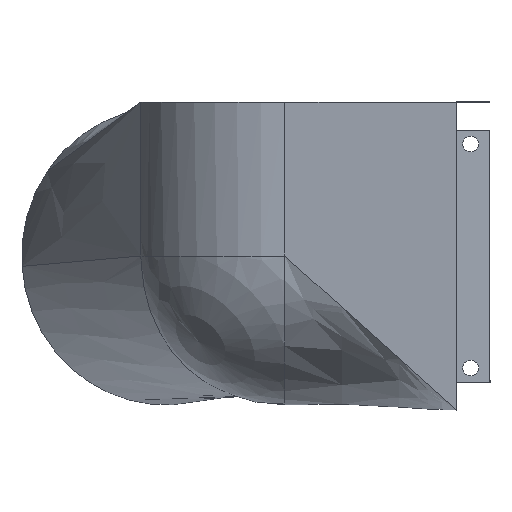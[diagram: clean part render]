
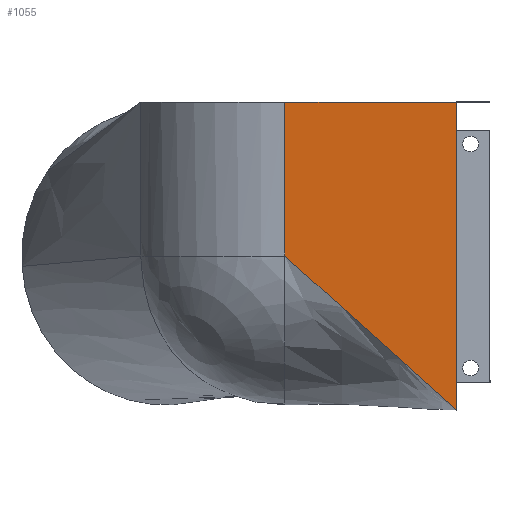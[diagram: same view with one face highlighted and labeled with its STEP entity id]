
A CAD part, front view. The second image highlights one B-rep face of the part: STEP entity #1055.
In plain terms, the highlighted planar face has unit normal (-0.102, -0.995, 0).
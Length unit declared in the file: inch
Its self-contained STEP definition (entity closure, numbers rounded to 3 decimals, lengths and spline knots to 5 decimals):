
#196=FACE_OUTER_BOUND('',#265,.T.);
#265=EDGE_LOOP('',(#950,#951,#952,#953,#954,#955));
#329=LINE('',#2257,#414);
#334=LINE('',#2265,#419);
#336=LINE('',#2269,#421);
#351=LINE('',#2498,#436);
#352=LINE('',#2503,#437);
#353=LINE('',#2504,#438);
#414=VECTOR('',#1307,0.3937);
#419=VECTOR('',#1314,0.3937);
#421=VECTOR('',#1320,0.3937);
#436=VECTOR('',#1363,0.3937);
#437=VECTOR('',#1370,0.3937);
#438=VECTOR('',#1371,2.6038);
#457=VERTEX_POINT('',#1432);
#462=VERTEX_POINT('',#1443);
#467=VERTEX_POINT('',#1454);
#516=VERTEX_POINT('',#2256);
#531=VERTEX_POINT('',#2496);
#532=VERTEX_POINT('',#2502);
#640=EDGE_CURVE('',#457,#516,#329,.T.);
#645=EDGE_CURVE('',#467,#462,#334,.T.);
#647=EDGE_CURVE('',#462,#457,#336,.T.);
#671=EDGE_CURVE('',#467,#531,#351,.T.);
#673=EDGE_CURVE('',#532,#531,#352,.T.);
#674=EDGE_CURVE('',#516,#532,#353,.T.);
#950=ORIENTED_EDGE('',*,*,#645,.F.);
#951=ORIENTED_EDGE('',*,*,#671,.T.);
#952=ORIENTED_EDGE('',*,*,#673,.F.);
#953=ORIENTED_EDGE('',*,*,#674,.F.);
#954=ORIENTED_EDGE('',*,*,#640,.F.);
#955=ORIENTED_EDGE('',*,*,#647,.F.);
#1002=PLANE('',#1145);
#1055=ADVANCED_FACE('',(#196),#1002,.F.);
#1145=AXIS2_PLACEMENT_3D('',#2501,#1368,#1369);
#1307=DIRECTION('',(0.,0.,-1.));
#1314=DIRECTION('',(0.,0.,-1.));
#1320=DIRECTION('',(0.,0.,-1.));
#1363=DIRECTION('',(-0.995,0.102,0.));
#1368=DIRECTION('center_axis',(0.102,0.995,0.));
#1369=DIRECTION('ref_axis',(0.,0.,1.));
#1370=DIRECTION('',(0.,0.,1.));
#1371=DIRECTION('',(-0.743,0.076,0.665));
#1432=CARTESIAN_POINT('',(-0.7874,-3.76299,-1.41732));
#1443=CARTESIAN_POINT('',(-0.7874,-3.76299,1.41732));
#1454=CARTESIAN_POINT('',(-0.7874,-3.76299,1.73228));
#2256=CARTESIAN_POINT('',(-0.7874,-3.76299,-1.73228));
#2257=CARTESIAN_POINT('',(-0.7874,-3.76299,1.73228));
#2265=CARTESIAN_POINT('',(-0.7874,-3.76299,1.73228));
#2269=CARTESIAN_POINT('',(-0.7874,-3.76299,1.73228));
#2496=CARTESIAN_POINT('',(-2.72122,-3.56476,1.732));
#2498=CARTESIAN_POINT('',(-0.7874,-3.76299,1.73228));
#2501=CARTESIAN_POINT('Origin',(-0.7874,-3.76299,1.73228));
#2502=CARTESIAN_POINT('',(-2.72122,-3.56476,0.));
#2503=CARTESIAN_POINT('',(-2.72122,-3.56476,0.));
#2504=CARTESIAN_POINT('',(-0.7874,-3.76299,-1.73228));
